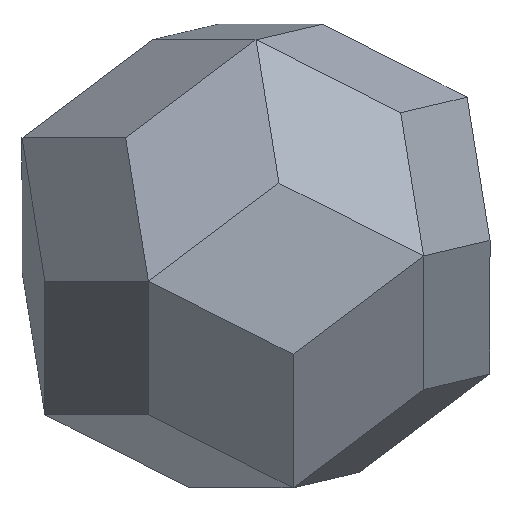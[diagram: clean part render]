
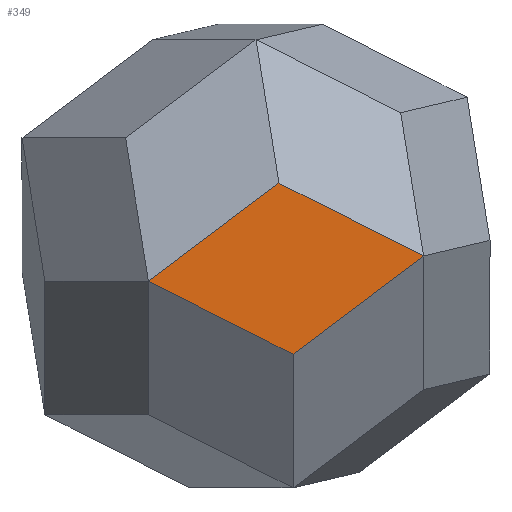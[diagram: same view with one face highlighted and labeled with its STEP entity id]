
A CAD part, isometric view. The second image highlights one B-rep face of the part: STEP entity #349.
In plain terms, the highlighted free-form (B-spline) face has degree [3, 3] with [4, 4] control points.
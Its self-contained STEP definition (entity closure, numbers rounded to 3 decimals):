
#11 = CARTESIAN_POINT ( 'NONE',  ( -37.117, -21.273, 17.754 ) ) ;
#14 = B_SPLINE_CURVE_WITH_KNOTS ( 'NONE', 3,
 ( #589, #513, #879, #46 ),
 .UNSPECIFIED., .F., .F.,
 ( 4, 4 ),
 ( 0., 1. ),
 .UNSPECIFIED. ) ;
#46 = CARTESIAN_POINT ( 'NONE',  ( -16.246, -22.361, 36.18 ) ) ;
#50 = VERTEX_POINT ( 'NONE', #977 ) ;
#90 = CARTESIAN_POINT ( 'NONE',  ( -42.533, -13.82, 22.361 ) ) ;
#94 = B_SPLINE_CURVE_WITH_KNOTS ( 'NONE', 3,
 ( #1034, #659, #214, #116 ),
 .UNSPECIFIED., .F., .F.,
 ( 4, 4 ),
 ( 0., 1. ),
 .UNSPECIFIED. ) ;
#108 = CARTESIAN_POINT ( 'NONE',  ( -42.533, -13.82, 22.361 ) ) ;
#116 = CARTESIAN_POINT ( 'NONE',  ( -42.533, -13.82, 22.361 ) ) ;
#120 = CARTESIAN_POINT ( 'NONE',  ( -14.178, -34.421, 22.361 ) ) ;
#151 = VERTEX_POINT ( 'NONE', #410 ) ;
#189 = CARTESIAN_POINT ( 'NONE',  ( -33.77, -16.667, 26.967 ) ) ;
#197 = CARTESIAN_POINT ( 'NONE',  ( -5.415, -37.268, 26.967 ) ) ;
#214 = CARTESIAN_POINT ( 'NONE',  ( -33.77, -16.667, 26.967 ) ) ;
#243 = B_SPLINE_CURVE_WITH_KNOTS ( 'NONE', 3,
 ( #1101, #851, #11, #90 ),
 .UNSPECIFIED., .F., .F.,
 ( 4, 4 ),
 ( 0., 1. ),
 .UNSPECIFIED. ) ;
#278 = EDGE_LOOP ( 'NONE', ( #595, #1193, #473, #995 ) ) ;
#287 = EDGE_CURVE ( 'NONE', #779, #151, #14, .T. ) ;
#310 = CARTESIAN_POINT ( 'NONE',  ( -19.593, -26.967, 26.967 ) ) ;
#349 = ADVANCED_FACE ( 'NONE', ( #583 ), #699, .T. ) ;
#393 = CARTESIAN_POINT ( 'NONE',  ( 0., -44.721, 22.361 ) ) ;
#410 = CARTESIAN_POINT ( 'NONE',  ( -16.246, -22.361, 36.18 ) ) ;
#469 = CARTESIAN_POINT ( 'NONE',  ( -26.287, -36.18, 8.541 ) ) ;
#473 = ORIENTED_EDGE ( 'NONE', *, *, #602, .T. ) ;
#486 = CARTESIAN_POINT ( 'NONE',  ( -25.008, -19.514, 31.574 ) ) ;
#513 = CARTESIAN_POINT ( 'NONE',  ( -5.415, -37.268, 26.967 ) ) ;
#576 = CARTESIAN_POINT ( 'NONE',  ( -22.94, -31.574, 17.754 ) ) ;
#583 = FACE_OUTER_BOUND ( 'NONE', #278, .T. ) ;
#589 = CARTESIAN_POINT ( 'NONE',  ( 0., -44.721, 22.361 ) ) ;
#595 = ORIENTED_EDGE ( 'NONE', *, *, #742, .F. ) ;
#602 = EDGE_CURVE ( 'NONE', #151, #50, #94, .T. ) ;
#614 = B_SPLINE_CURVE_WITH_KNOTS ( 'NONE', 3,
 ( #1190, #757, #920, #469 ),
 .UNSPECIFIED., .F., .F.,
 ( 4, 4 ),
 ( 0., 1. ),
 .UNSPECIFIED. ) ;
#617 = CARTESIAN_POINT ( 'NONE',  ( -26.287, -36.18, 8.541 ) ) ;
#654 = CARTESIAN_POINT ( 'NONE',  ( -37.117, -21.273, 17.754 ) ) ;
#659 = CARTESIAN_POINT ( 'NONE',  ( -25.008, -19.514, 31.574 ) ) ;
#699 = B_SPLINE_SURFACE_WITH_KNOTS ( 'NONE', 3, 3, ( 
 ( #933, #860, #654, #108 ),
 ( #926, #576, #1019, #189 ),
 ( #1133, #120, #310, #486 ),
 ( #853, #197, #951, #764 ) ),
 .UNSPECIFIED., .F., .F., .F.,
 ( 4, 4 ),
 ( 4, 4 ),
 ( 0., 1. ),
 ( 0., 1. ),
 .UNSPECIFIED. ) ;
#742 = EDGE_CURVE ( 'NONE', #779, #1009, #614, .T. ) ;
#757 = CARTESIAN_POINT ( 'NONE',  ( -8.762, -41.874, 17.754 ) ) ;
#764 = CARTESIAN_POINT ( 'NONE',  ( -16.246, -22.361, 36.18 ) ) ;
#767 = EDGE_CURVE ( 'NONE', #1009, #50, #243, .T. ) ;
#779 = VERTEX_POINT ( 'NONE', #393 ) ;
#851 = CARTESIAN_POINT ( 'NONE',  ( -31.702, -28.727, 13.148 ) ) ;
#853 = CARTESIAN_POINT ( 'NONE',  ( 0., -44.721, 22.361 ) ) ;
#860 = CARTESIAN_POINT ( 'NONE',  ( -31.702, -28.727, 13.148 ) ) ;
#879 = CARTESIAN_POINT ( 'NONE',  ( -10.831, -29.814, 31.574 ) ) ;
#920 = CARTESIAN_POINT ( 'NONE',  ( -17.524, -39.027, 13.148 ) ) ;
#926 = CARTESIAN_POINT ( 'NONE',  ( -17.524, -39.027, 13.148 ) ) ;
#933 = CARTESIAN_POINT ( 'NONE',  ( -26.287, -36.18, 8.541 ) ) ;
#951 = CARTESIAN_POINT ( 'NONE',  ( -10.831, -29.814, 31.574 ) ) ;
#977 = CARTESIAN_POINT ( 'NONE',  ( -42.533, -13.82, 22.361 ) ) ;
#995 = ORIENTED_EDGE ( 'NONE', *, *, #767, .F. ) ;
#1009 = VERTEX_POINT ( 'NONE', #617 ) ;
#1019 = CARTESIAN_POINT ( 'NONE',  ( -28.355, -24.12, 22.361 ) ) ;
#1034 = CARTESIAN_POINT ( 'NONE',  ( -16.246, -22.361, 36.18 ) ) ;
#1101 = CARTESIAN_POINT ( 'NONE',  ( -26.287, -36.18, 8.541 ) ) ;
#1133 = CARTESIAN_POINT ( 'NONE',  ( -8.762, -41.874, 17.754 ) ) ;
#1190 = CARTESIAN_POINT ( 'NONE',  ( 0., -44.721, 22.361 ) ) ;
#1193 = ORIENTED_EDGE ( 'NONE', *, *, #287, .T. ) ;
